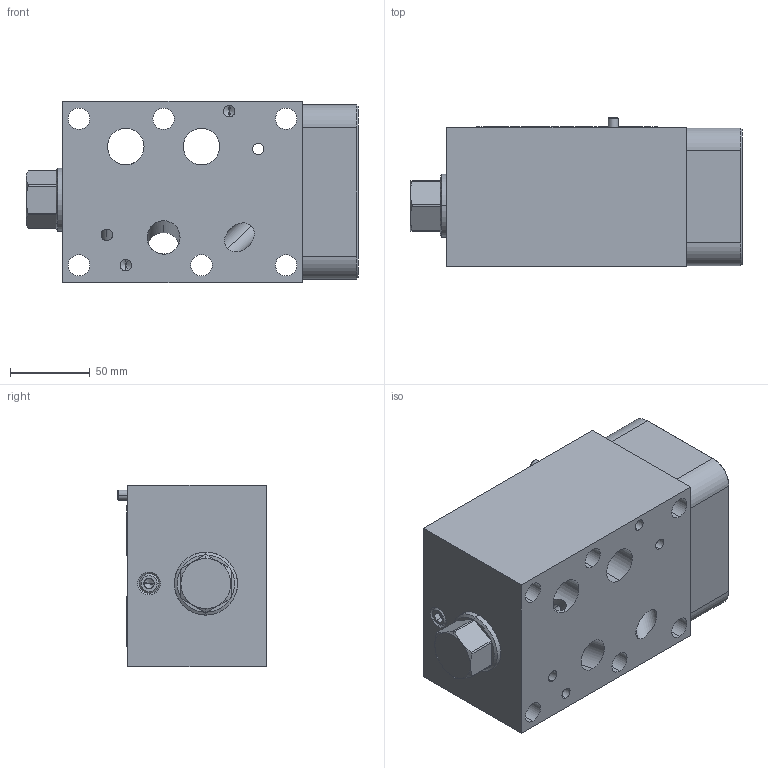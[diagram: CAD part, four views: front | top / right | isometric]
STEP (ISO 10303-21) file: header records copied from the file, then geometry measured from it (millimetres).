
FILE_DESCRIPTION((''),'2;1');
FILE_NAME('HBJ_ASM','2022-01-03T',('ProEService'),(''),'PRO/ENGINEER BY PARAMETRIC TECHNOLOGY CORPORATION, 2014200','PRO/ENGINEER BY PARAMETRIC TECHNOLOGY CORPORATION, 2014200','');
FILE_SCHEMA(('CONFIG_CONTROL_DESIGN'));
Length unit declared in the file: inch
Products named in the file (8): 152-180-001; 811-001-002; 500-001-121; 500-001-114; CXGDXCN; 340-003; A330-006-006; HBJ_ASM
Assembly tree (11 placements, depth 2):
  HBJ_ASM
    152-180-001
    811-001-002
    500-001-121  x4
    500-001-114  x2
    CXGDXCN
    340-003
    A330-006-006
Bounding box: 208.76 x 93.68 x 114.3 mm (x, y, z)
Volume: 1509076.1 mm3; surface area: 191139.5 mm2
Topology: 12 solids, 12 shells, 494 faces, 1471 edges, 1192 vertices
Faces by surface type: cylinder 188, cone 127, plane 105, torus 40, revolution 30, sphere 4
Entity records: 19205 total; most frequent: CARTESIAN_POINT 6290, DIRECTION 2784, ORIENTED_EDGE 2274, EDGE_CURVE 1137, AXIS2_PLACEMENT_3D 1039, VERTEX_POINT 706, VECTOR 692, LINE 692
